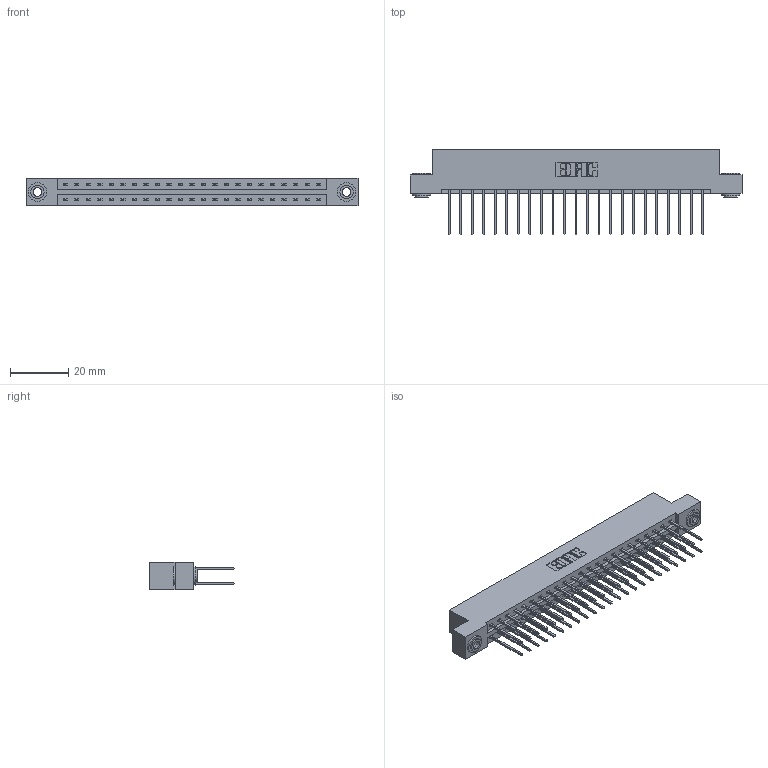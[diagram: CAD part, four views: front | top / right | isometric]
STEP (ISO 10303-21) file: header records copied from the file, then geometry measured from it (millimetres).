
FILE_DESCRIPTION (( 'STEP AP203' ), '1' );
FILE_NAME ('387-046-540-203.STEP', '2019-10-18T07:28:51', ( '' ), ( '' ), 'SwSTEP 2.0', 'SolidWorks 2016', '' );
FILE_SCHEMA (( 'CONFIG_CONTROL_DESIGN' ));
Length unit declared in the file: inch
Products named in the file (4): 345-292-001_345-293-140; 345-250-002_345-250-002-102; 387-046-540-203; 337 Part_Flush Mounting Lugs - 0.156 Dia-TH
Assembly tree (49 placements, depth 2):
  387-046-540-203
    337 Part_Flush Mounting Lugs - 0.156 Dia-TH
    345-292-001_345-293-140  x46
    345-250-002_345-250-002-102  x2
Bounding box: 114.15 x 29.47 x 9.4 mm (x, y, z)
Volume: 11970.7 mm3; surface area: 14434.7 mm2
Topology: 49 solids, 49 shells, 2636 faces, 7793 edges, 5130 vertices
Faces by surface type: plane 1828, cylinder 800, cone 8
Entity records: 20958 total; most frequent: CARTESIAN_POINT 3521, ORIENTED_EDGE 3450, DIRECTION 3063, EDGE_CURVE 1725, LINE 1573, VECTOR 1573, VERTEX_POINT 1146, AXIS2_PLACEMENT_3D 745
